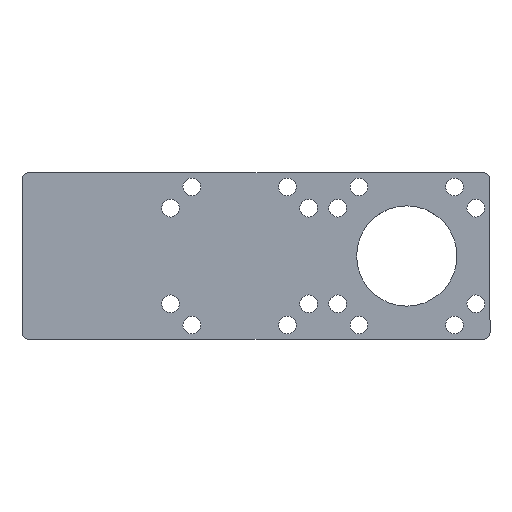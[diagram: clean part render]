
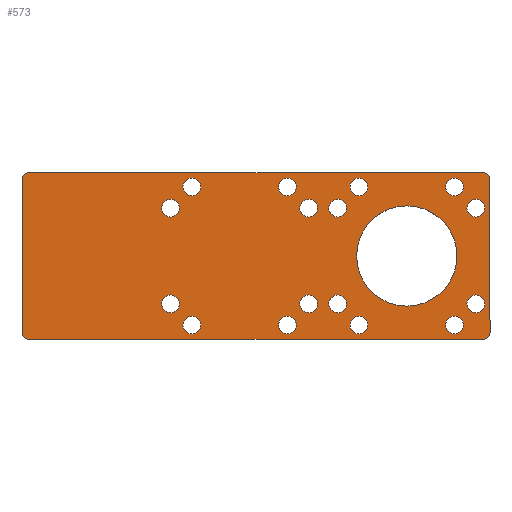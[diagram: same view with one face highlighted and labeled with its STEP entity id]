
A CAD part, top view. The second image highlights one B-rep face of the part: STEP entity #573.
In plain terms, the highlighted planar face has unit normal (0, 0, 1).
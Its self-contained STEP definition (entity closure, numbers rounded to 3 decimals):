
#32=FACE_BOUND('',#126,.T.);
#33=FACE_BOUND('',#127,.T.);
#34=FACE_BOUND('',#128,.T.);
#35=FACE_BOUND('',#129,.T.);
#36=FACE_BOUND('',#130,.T.);
#37=FACE_BOUND('',#131,.T.);
#38=FACE_BOUND('',#132,.T.);
#39=FACE_BOUND('',#133,.T.);
#40=FACE_BOUND('',#134,.T.);
#41=FACE_BOUND('',#135,.T.);
#42=FACE_BOUND('',#136,.T.);
#43=FACE_BOUND('',#137,.T.);
#44=FACE_BOUND('',#138,.T.);
#45=FACE_BOUND('',#139,.T.);
#46=FACE_BOUND('',#140,.T.);
#47=FACE_BOUND('',#141,.T.);
#48=FACE_BOUND('',#142,.T.);
#54=PLANE('',#662);
#81=FACE_OUTER_BOUND('',#125,.T.);
#125=EDGE_LOOP('',(#501,#502,#503,#504,#505,#506,#507,#508));
#126=EDGE_LOOP('',(#509));
#127=EDGE_LOOP('',(#510));
#128=EDGE_LOOP('',(#511));
#129=EDGE_LOOP('',(#512));
#130=EDGE_LOOP('',(#513));
#131=EDGE_LOOP('',(#514));
#132=EDGE_LOOP('',(#515));
#133=EDGE_LOOP('',(#516));
#134=EDGE_LOOP('',(#517));
#135=EDGE_LOOP('',(#518));
#136=EDGE_LOOP('',(#519));
#137=EDGE_LOOP('',(#520));
#138=EDGE_LOOP('',(#521));
#139=EDGE_LOOP('',(#522));
#140=EDGE_LOOP('',(#523));
#141=EDGE_LOOP('',(#524));
#142=EDGE_LOOP('',(#525));
#163=LINE('',#947,#196);
#169=LINE('',#969,#202);
#172=LINE('',#977,#205);
#175=LINE('',#987,#208);
#196=VECTOR('',#789,10.);
#202=VECTOR('',#811,10.);
#205=VECTOR('',#820,10.);
#208=VECTOR('',#833,10.);
#210=CIRCLE('',#596,2.65);
#212=CIRCLE('',#599,2.65);
#214=CIRCLE('',#602,2.65);
#216=CIRCLE('',#605,2.65);
#218=CIRCLE('',#608,2.65);
#220=CIRCLE('',#611,2.65);
#222=CIRCLE('',#614,2.65);
#224=CIRCLE('',#617,2.65);
#226=CIRCLE('',#620,2.65);
#228=CIRCLE('',#623,2.65);
#230=CIRCLE('',#626,2.65);
#232=CIRCLE('',#629,2.65);
#234=CIRCLE('',#632,2.65);
#236=CIRCLE('',#635,2.65);
#238=CIRCLE('',#638,2.65);
#240=CIRCLE('',#641,2.65);
#241=CIRCLE('',#643,2.);
#247=CIRCLE('',#652,2.);
#248=CIRCLE('',#655,2.);
#249=CIRCLE('',#658,2.);
#250=CIRCLE('',#660,15.);
#252=VERTEX_POINT('',#840);
#254=VERTEX_POINT('',#846);
#256=VERTEX_POINT('',#852);
#258=VERTEX_POINT('',#858);
#260=VERTEX_POINT('',#864);
#262=VERTEX_POINT('',#870);
#264=VERTEX_POINT('',#876);
#266=VERTEX_POINT('',#882);
#268=VERTEX_POINT('',#888);
#270=VERTEX_POINT('',#894);
#272=VERTEX_POINT('',#900);
#274=VERTEX_POINT('',#906);
#276=VERTEX_POINT('',#912);
#278=VERTEX_POINT('',#918);
#280=VERTEX_POINT('',#924);
#282=VERTEX_POINT('',#930);
#283=VERTEX_POINT('',#934);
#284=VERTEX_POINT('',#935);
#288=VERTEX_POINT('',#945);
#295=VERTEX_POINT('',#963);
#296=VERTEX_POINT('',#967);
#297=VERTEX_POINT('',#971);
#298=VERTEX_POINT('',#972);
#299=VERTEX_POINT('',#979);
#300=VERTEX_POINT('',#983);
#303=EDGE_CURVE('',#252,#252,#210,.T.);
#306=EDGE_CURVE('',#254,#254,#212,.T.);
#309=EDGE_CURVE('',#256,#256,#214,.T.);
#312=EDGE_CURVE('',#258,#258,#216,.T.);
#315=EDGE_CURVE('',#260,#260,#218,.T.);
#318=EDGE_CURVE('',#262,#262,#220,.T.);
#321=EDGE_CURVE('',#264,#264,#222,.T.);
#324=EDGE_CURVE('',#266,#266,#224,.T.);
#327=EDGE_CURVE('',#268,#268,#226,.T.);
#330=EDGE_CURVE('',#270,#270,#228,.T.);
#333=EDGE_CURVE('',#272,#272,#230,.T.);
#336=EDGE_CURVE('',#274,#274,#232,.T.);
#339=EDGE_CURVE('',#276,#276,#234,.T.);
#342=EDGE_CURVE('',#278,#278,#236,.T.);
#345=EDGE_CURVE('',#280,#280,#238,.T.);
#348=EDGE_CURVE('',#282,#282,#240,.T.);
#349=EDGE_CURVE('',#283,#284,#241,.T.);
#355=EDGE_CURVE('',#283,#288,#163,.T.);
#363=EDGE_CURVE('',#295,#288,#247,.T.);
#366=EDGE_CURVE('',#295,#296,#169,.T.);
#367=EDGE_CURVE('',#297,#298,#248,.T.);
#370=EDGE_CURVE('',#297,#284,#172,.T.);
#371=EDGE_CURVE('',#299,#296,#249,.T.);
#374=EDGE_CURVE('',#300,#300,#250,.T.);
#375=EDGE_CURVE('',#299,#298,#175,.T.);
#501=ORIENTED_EDGE('',*,*,#349,.F.);
#502=ORIENTED_EDGE('',*,*,#355,.T.);
#503=ORIENTED_EDGE('',*,*,#363,.F.);
#504=ORIENTED_EDGE('',*,*,#366,.T.);
#505=ORIENTED_EDGE('',*,*,#371,.F.);
#506=ORIENTED_EDGE('',*,*,#375,.T.);
#507=ORIENTED_EDGE('',*,*,#367,.F.);
#508=ORIENTED_EDGE('',*,*,#370,.T.);
#509=ORIENTED_EDGE('',*,*,#303,.T.);
#510=ORIENTED_EDGE('',*,*,#306,.T.);
#511=ORIENTED_EDGE('',*,*,#309,.T.);
#512=ORIENTED_EDGE('',*,*,#312,.T.);
#513=ORIENTED_EDGE('',*,*,#315,.T.);
#514=ORIENTED_EDGE('',*,*,#318,.T.);
#515=ORIENTED_EDGE('',*,*,#321,.T.);
#516=ORIENTED_EDGE('',*,*,#324,.T.);
#517=ORIENTED_EDGE('',*,*,#327,.T.);
#518=ORIENTED_EDGE('',*,*,#330,.T.);
#519=ORIENTED_EDGE('',*,*,#333,.T.);
#520=ORIENTED_EDGE('',*,*,#336,.T.);
#521=ORIENTED_EDGE('',*,*,#339,.T.);
#522=ORIENTED_EDGE('',*,*,#342,.T.);
#523=ORIENTED_EDGE('',*,*,#345,.T.);
#524=ORIENTED_EDGE('',*,*,#348,.T.);
#525=ORIENTED_EDGE('',*,*,#374,.T.);
#573=ADVANCED_FACE('',(#81,#32,#33,#34,#35,#36,#37,#38,#39,#40,#41,#42,
#43,#44,#45,#46,#47,#48),#54,.T.);
#596=AXIS2_PLACEMENT_3D('',#842,#670,#671);
#599=AXIS2_PLACEMENT_3D('',#848,#677,#678);
#602=AXIS2_PLACEMENT_3D('',#854,#684,#685);
#605=AXIS2_PLACEMENT_3D('',#860,#691,#692);
#608=AXIS2_PLACEMENT_3D('',#866,#698,#699);
#611=AXIS2_PLACEMENT_3D('',#872,#705,#706);
#614=AXIS2_PLACEMENT_3D('',#878,#712,#713);
#617=AXIS2_PLACEMENT_3D('',#884,#719,#720);
#620=AXIS2_PLACEMENT_3D('',#890,#726,#727);
#623=AXIS2_PLACEMENT_3D('',#896,#733,#734);
#626=AXIS2_PLACEMENT_3D('',#902,#740,#741);
#629=AXIS2_PLACEMENT_3D('',#908,#747,#748);
#632=AXIS2_PLACEMENT_3D('',#914,#754,#755);
#635=AXIS2_PLACEMENT_3D('',#920,#761,#762);
#638=AXIS2_PLACEMENT_3D('',#926,#768,#769);
#641=AXIS2_PLACEMENT_3D('',#932,#775,#776);
#643=AXIS2_PLACEMENT_3D('',#936,#779,#780);
#652=AXIS2_PLACEMENT_3D('',#964,#805,#806);
#655=AXIS2_PLACEMENT_3D('',#973,#814,#815);
#658=AXIS2_PLACEMENT_3D('',#980,#823,#824);
#660=AXIS2_PLACEMENT_3D('',#985,#829,#830);
#662=AXIS2_PLACEMENT_3D('',#988,#834,#835);
#670=DIRECTION('center_axis',(0.,0.,-1.));
#671=DIRECTION('ref_axis',(-1.,0.,0.));
#677=DIRECTION('center_axis',(0.,0.,-1.));
#678=DIRECTION('ref_axis',(-1.,0.,0.));
#684=DIRECTION('center_axis',(0.,0.,-1.));
#685=DIRECTION('ref_axis',(-1.,0.,0.));
#691=DIRECTION('center_axis',(0.,0.,-1.));
#692=DIRECTION('ref_axis',(-1.,0.,0.));
#698=DIRECTION('center_axis',(0.,0.,-1.));
#699=DIRECTION('ref_axis',(-1.,0.,0.));
#705=DIRECTION('center_axis',(0.,0.,-1.));
#706=DIRECTION('ref_axis',(-1.,0.,0.));
#712=DIRECTION('center_axis',(0.,0.,-1.));
#713=DIRECTION('ref_axis',(-1.,0.,0.));
#719=DIRECTION('center_axis',(0.,0.,-1.));
#720=DIRECTION('ref_axis',(-1.,0.,0.));
#726=DIRECTION('center_axis',(0.,0.,-1.));
#727=DIRECTION('ref_axis',(-1.,0.,0.));
#733=DIRECTION('center_axis',(0.,0.,-1.));
#734=DIRECTION('ref_axis',(-1.,0.,0.));
#740=DIRECTION('center_axis',(0.,0.,-1.));
#741=DIRECTION('ref_axis',(-1.,0.,0.));
#747=DIRECTION('center_axis',(0.,0.,-1.));
#748=DIRECTION('ref_axis',(-1.,0.,0.));
#754=DIRECTION('center_axis',(0.,0.,-1.));
#755=DIRECTION('ref_axis',(-1.,0.,0.));
#761=DIRECTION('center_axis',(0.,0.,-1.));
#762=DIRECTION('ref_axis',(-1.,0.,0.));
#768=DIRECTION('center_axis',(0.,0.,-1.));
#769=DIRECTION('ref_axis',(-1.,0.,0.));
#775=DIRECTION('center_axis',(0.,0.,-1.));
#776=DIRECTION('ref_axis',(-1.,0.,0.));
#779=DIRECTION('center_axis',(0.,0.,-1.));
#780=DIRECTION('ref_axis',(-0.707,-0.707,0.));
#789=DIRECTION('',(1.,0.,0.));
#805=DIRECTION('center_axis',(0.,0.,-1.));
#806=DIRECTION('ref_axis',(0.707,-0.707,0.));
#811=DIRECTION('',(0.,1.,0.));
#814=DIRECTION('center_axis',(0.,0.,-1.));
#815=DIRECTION('ref_axis',(-0.707,0.707,0.));
#820=DIRECTION('',(0.,-1.,0.));
#823=DIRECTION('center_axis',(0.,0.,-1.));
#824=DIRECTION('ref_axis',(0.707,0.707,0.));
#829=DIRECTION('center_axis',(0.,0.,-1.));
#830=DIRECTION('ref_axis',(-1.,0.,0.));
#833=DIRECTION('',(-1.,0.,0.));
#834=DIRECTION('center_axis',(0.,0.,1.));
#835=DIRECTION('ref_axis',(1.,0.,0.));
#840=CARTESIAN_POINT('',(-43.11,10.6,4.5));
#842=CARTESIAN_POINT('Origin',(-45.76,10.6,4.5));
#846=CARTESIAN_POINT('',(-36.75,45.56,4.5));
#848=CARTESIAN_POINT('Origin',(-39.4,45.56,4.5));
#852=CARTESIAN_POINT('',(-8.15,45.56,4.5));
#854=CARTESIAN_POINT('Origin',(-10.8,45.56,4.5));
#858=CARTESIAN_POINT('',(-1.79,39.2,4.5));
#860=CARTESIAN_POINT('Origin',(-4.44,39.2,4.5));
#864=CARTESIAN_POINT('',(13.25,4.24,4.5));
#866=CARTESIAN_POINT('Origin',(10.6,4.24,4.5));
#870=CARTESIAN_POINT('',(13.25,45.56,4.5));
#872=CARTESIAN_POINT('Origin',(10.6,45.56,4.5));
#876=CARTESIAN_POINT('',(48.21,10.6,4.5));
#878=CARTESIAN_POINT('Origin',(45.56,10.6,4.5));
#882=CARTESIAN_POINT('',(41.85,45.56,4.5));
#884=CARTESIAN_POINT('Origin',(39.2,45.56,4.5));
#888=CARTESIAN_POINT('',(48.21,39.2,4.5));
#890=CARTESIAN_POINT('Origin',(45.56,39.2,4.5));
#894=CARTESIAN_POINT('',(41.85,4.24,4.5));
#896=CARTESIAN_POINT('Origin',(39.2,4.24,4.5));
#900=CARTESIAN_POINT('',(6.89,39.2,4.5));
#902=CARTESIAN_POINT('Origin',(4.24,39.2,4.5));
#906=CARTESIAN_POINT('',(6.89,10.6,4.5));
#908=CARTESIAN_POINT('Origin',(4.24,10.6,4.5));
#912=CARTESIAN_POINT('',(-1.79,10.6,4.5));
#914=CARTESIAN_POINT('Origin',(-4.44,10.6,4.5));
#918=CARTESIAN_POINT('',(-8.15,4.24,4.5));
#920=CARTESIAN_POINT('Origin',(-10.8,4.24,4.5));
#924=CARTESIAN_POINT('',(-36.75,4.24,4.5));
#926=CARTESIAN_POINT('Origin',(-39.4,4.24,4.5));
#930=CARTESIAN_POINT('',(-43.11,39.2,4.5));
#932=CARTESIAN_POINT('Origin',(-45.76,39.2,4.5));
#934=CARTESIAN_POINT('',(-88.2,0.,4.5));
#935=CARTESIAN_POINT('',(-90.2,2.,4.5));
#936=CARTESIAN_POINT('Origin',(-88.2,2.,4.5));
#945=CARTESIAN_POINT('',(47.8,0.,4.5));
#947=CARTESIAN_POINT('',(49.8,0.,4.5));
#963=CARTESIAN_POINT('',(49.8,2.,4.5));
#964=CARTESIAN_POINT('Origin',(47.8,2.,4.5));
#967=CARTESIAN_POINT('',(49.8,47.8,4.5));
#969=CARTESIAN_POINT('',(49.8,49.8,4.5));
#971=CARTESIAN_POINT('',(-90.2,47.8,4.5));
#972=CARTESIAN_POINT('',(-88.2,49.8,4.5));
#973=CARTESIAN_POINT('Origin',(-88.2,47.8,4.5));
#977=CARTESIAN_POINT('',(-90.2,0.,4.5));
#979=CARTESIAN_POINT('',(47.8,49.8,4.5));
#980=CARTESIAN_POINT('Origin',(47.8,47.8,4.5));
#983=CARTESIAN_POINT('',(39.9,24.9,4.5));
#985=CARTESIAN_POINT('Origin',(24.9,24.9,4.5));
#987=CARTESIAN_POINT('',(-90.2,49.8,4.5));
#988=CARTESIAN_POINT('Origin',(-20.2,24.9,4.5));
